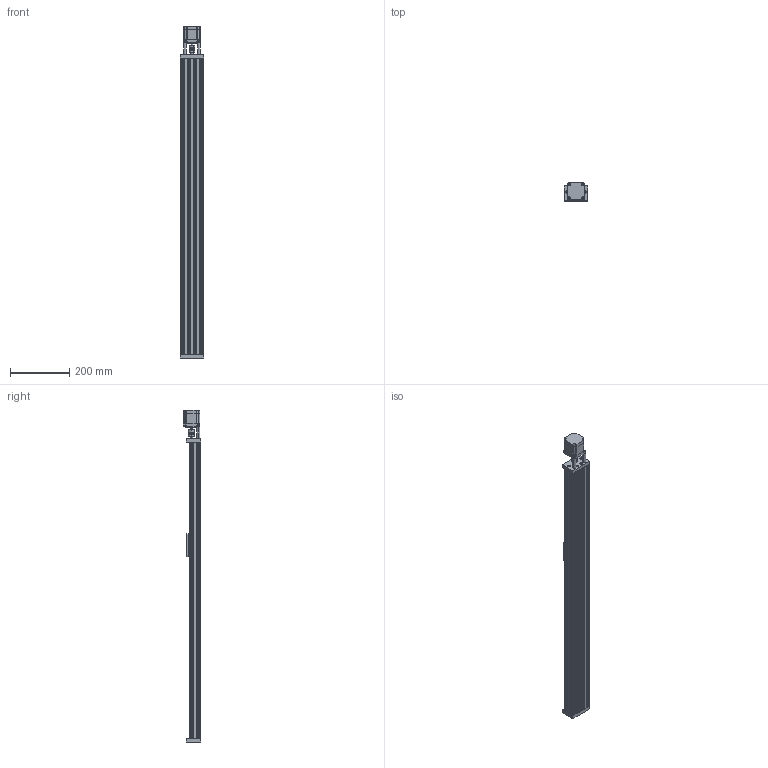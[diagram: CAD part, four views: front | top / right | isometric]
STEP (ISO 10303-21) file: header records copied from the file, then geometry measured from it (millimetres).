
FILE_DESCRIPTION (( 'STEP AP203' ), '1' );
FILE_NAME ('C-Beam Linear Actuator 1000mm.step', '2015-08-20T16:42:50', ( '' ), ( '' ), 'SwSTEP 2.0', 'SolidWorks 2014', '' );
FILE_SCHEMA (( 'CONFIG_CONTROL_DESIGN' ));
Length unit declared in the file: millimetre
Products named in the file (24): Precision Shim 8 x 5 x 1; Aluminum Spacer 40mm; Nylon Insert Lock Nut M5; Aluminum Spacer 6mm; Nema 23 Stepper Motor; Low Profile Screw M5_M5 x 25; Xtreme Mini V Wheel_Straight; Flexible Coupling 0.25in x 8mm; Low Profile Screw M5_M5 x 55; Mini Eccentric Spacer 6mm; 8mm leadscrew 1040mm; C-Beam End Mount; Xtreme Mini V Wheel_Eccentric; C-Beam Gantry Plate; C-Beam 40x80x1000 Linear Rail; Aluminum Spacer 3mm; 8mm Acme Nut Block; Ball Bearing 8 x 16 x 5; C-Beam Linear Actuator 1000mm; Xtreme Mini V Wheel; Shim Washer 8mm; Ball Bearing 5 x 10 x 4.2; Lock Collar 8mm; Low Profile Screw M5_M5 x 20
Assembly tree (54 placements, depth 3):
  C-Beam Linear Actuator 1000mm
    Low Profile Screw M5_M5 x 20  x10
    Nylon Insert Lock Nut M5  x2
    Low Profile Screw M5_M5 x 25  x4
    Low Profile Screw M5_M5 x 55  x2
    C-Beam End Mount  x2
    C-Beam 40x80x1000 Linear Rail
    Ball Bearing 8 x 16 x 5  x2
    Shim Washer 8mm  x2
    Lock Collar 8mm  x2
    Aluminum Spacer 40mm  x2
    Nema 23 Stepper Motor
    Flexible Coupling 0.25in x 8mm
    8mm leadscrew 1040mm
    C-Beam Gantry Plate
    8mm Acme Nut Block
    Xtreme Mini V Wheel_Straight  x2
      Xtreme Mini V Wheel
      Ball Bearing 5 x 10 x 4.2
      Precision Shim 8 x 5 x 1
      Nylon Insert Lock Nut M5
      Aluminum Spacer 6mm
    Xtreme Mini V Wheel_Eccentric  x2
      Xtreme Mini V Wheel
      Ball Bearing 5 x 10 x 4.2
      Precision Shim 8 x 5 x 1
      Nylon Insert Lock Nut M5
      Mini Eccentric Spacer 6mm
    Aluminum Spacer 3mm  x2
Bounding box: 80 x 60.67 x 1120 mm (x, y, z)
Volume: 1167511 mm3; surface area: 956320.6 mm2
Topology: 64 solids, 64 shells, 1596 faces, 3819 edges, 2466 vertices
Faces by surface type: plane 752, cylinder 558, cone 238, torus 44, bspline 4
Entity records: 31742 total; most frequent: CARTESIAN_POINT 6621, DIRECTION 4551, ORIENTED_EDGE 4472, EDGE_CURVE 2236, AXIS2_PLACEMENT_3D 1543, VERTEX_POINT 1471, VECTOR 1465, LINE 1465
